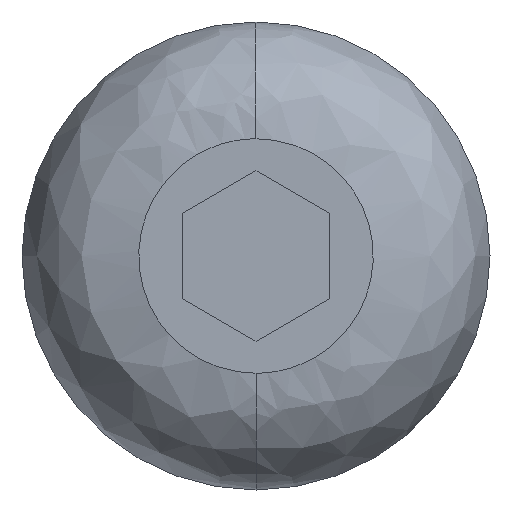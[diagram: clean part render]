
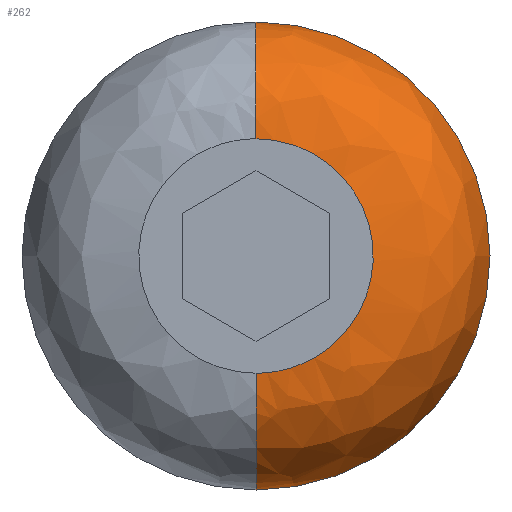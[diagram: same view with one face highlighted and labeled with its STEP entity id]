
A CAD part, left-side view. The second image highlights one B-rep face of the part: STEP entity #262.
In plain terms, the highlighted free-form (B-spline) face has degree [3, 3] with [4, 4] control points.
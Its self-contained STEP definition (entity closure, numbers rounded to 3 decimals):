
#3 = DIRECTION ( 'NONE',  ( 0., 0., -1. ) ) ;
#11 = CARTESIAN_POINT ( 'NONE',  ( -2.75, -4.76, -2.38 ) ) ;
#12 = AXIS2_PLACEMENT_3D ( 'NONE', #464, #209, #3 ) ;
#61 = CARTESIAN_POINT ( 'NONE',  ( -0.38, 0., 2.38 ) ) ;
#66 = CARTESIAN_POINT ( 'NONE',  ( -2.75, -4.76, -2.38 ) ) ;
#67 = EDGE_CURVE ( 'NONE', #252, #84, #177, .T. ) ;
#83 = EDGE_CURVE ( 'NONE', #300, #84, #549, .T. ) ;
#84 = VERTEX_POINT ( 'NONE', #148 ) ;
#102 = DIRECTION ( 'NONE',  ( 0., 1., 0. ) ) ;
#148 = CARTESIAN_POINT ( 'NONE',  ( -2.75, 0., -2.38 ) ) ;
#149 = CARTESIAN_POINT ( 'NONE',  ( -2.75, -7.537, 3.768 ) ) ;
#153 = EDGE_CURVE ( 'NONE', #511, #252, #449, .T. ) ;
#163 = CARTESIAN_POINT ( 'NONE',  ( -0.38, 0., -4.75 ) ) ;
#170 = ORIENTED_EDGE ( 'NONE', *, *, #83, .F. ) ;
#177 =( BOUNDED_CURVE ( )  B_SPLINE_CURVE ( 3, ( #217, #519, #11, #179 ),
 .UNSPECIFIED., .F., .F. ) 
 B_SPLINE_CURVE_WITH_KNOTS ( ( 4, 4 ),
 ( 0.75, 1.25 ),
 .UNSPECIFIED. ) 
 CURVE ( )  GEOMETRIC_REPRESENTATION_ITEM ( )  RATIONAL_B_SPLINE_CURVE ( ( 1., 0.333, 0.333, 1. ) ) 
 REPRESENTATION_ITEM ( '' )  );
#179 = CARTESIAN_POINT ( 'NONE',  ( -2.75, 0., -2.38 ) ) ;
#180 = ORIENTED_EDGE ( 'NONE', *, *, #153, .T. ) ;
#189 = CARTESIAN_POINT ( 'NONE',  ( -0.38, 0., -2.38 ) ) ;
#191 = CARTESIAN_POINT ( 'NONE',  ( -0.38, -9.5, 4.75 ) ) ;
#194 = CARTESIAN_POINT ( 'NONE',  ( -1.768, 0., 4.75 ) ) ;
#195 = ORIENTED_EDGE ( 'NONE', *, *, #315, .F. ) ;
#209 = DIRECTION ( 'NONE',  ( 1., 0., 0. ) ) ;
#217 = CARTESIAN_POINT ( 'NONE',  ( -2.75, 0., 2.38 ) ) ;
#243 =( BOUNDED_SURFACE ( )  B_SPLINE_SURFACE ( 3, 3, ( 
 ( #406, #191, #454, #372 ),
 ( #194, #284, #445, #490 ),
 ( #410, #149, #278, #322 ),
 ( #501, #546, #66, #413 ) ),
 .UNSPECIFIED., .F., .F., .F. ) 
 B_SPLINE_SURFACE_WITH_KNOTS ( ( 4, 4 ),
 ( 4, 4 ),
 ( 0., 1. ),
 ( 0., 1. ),
 .UNSPECIFIED. ) 
 GEOMETRIC_REPRESENTATION_ITEM ( )  RATIONAL_B_SPLINE_SURFACE ( (
 ( 1., 0.333, 0.333, 1.),
 ( 0.805, 0.268, 0.268, 0.805),
 ( 0.805, 0.268, 0.268, 0.805),
 ( 1., 0.333, 0.333, 1.) ) ) 
 REPRESENTATION_ITEM ( '' )  SURFACE ( )  );
#251 = CIRCLE ( 'NONE', #12, 4.75 ) ;
#252 = VERTEX_POINT ( 'NONE', #282 ) ;
#262 = ADVANCED_FACE ( 'NONE', ( #401 ), #243, .T. ) ;
#271 = CARTESIAN_POINT ( 'NONE',  ( -0.38, 0., 4.75 ) ) ;
#278 = CARTESIAN_POINT ( 'NONE',  ( -2.75, -7.537, -3.768 ) ) ;
#282 = CARTESIAN_POINT ( 'NONE',  ( -2.75, 0., 2.38 ) ) ;
#284 = CARTESIAN_POINT ( 'NONE',  ( -1.768, -9.5, 4.75 ) ) ;
#300 = VERTEX_POINT ( 'NONE', #163 ) ;
#315 = EDGE_CURVE ( 'NONE', #511, #300, #251, .T. ) ;
#319 = ORIENTED_EDGE ( 'NONE', *, *, #67, .T. ) ;
#322 = CARTESIAN_POINT ( 'NONE',  ( -2.75, 0., -3.768 ) ) ;
#346 = AXIS2_PLACEMENT_3D ( 'NONE', #61, #456, #502 ) ;
#372 = CARTESIAN_POINT ( 'NONE',  ( -0.38, 0., -4.75 ) ) ;
#401 = FACE_OUTER_BOUND ( 'NONE', #417, .T. ) ;
#406 = CARTESIAN_POINT ( 'NONE',  ( -0.38, 0., 4.75 ) ) ;
#407 = DIRECTION ( 'NONE',  ( 0., 0., -1. ) ) ;
#410 = CARTESIAN_POINT ( 'NONE',  ( -2.75, 0., 3.768 ) ) ;
#413 = CARTESIAN_POINT ( 'NONE',  ( -2.75, 0., -2.38 ) ) ;
#417 = EDGE_LOOP ( 'NONE', ( #195, #180, #319, #170 ) ) ;
#445 = CARTESIAN_POINT ( 'NONE',  ( -1.768, -9.5, -4.75 ) ) ;
#449 = CIRCLE ( 'NONE', #346, 2.37 ) ;
#454 = CARTESIAN_POINT ( 'NONE',  ( -0.38, -9.5, -4.75 ) ) ;
#456 = DIRECTION ( 'NONE',  ( 0., -1., 0. ) ) ;
#461 = AXIS2_PLACEMENT_3D ( 'NONE', #189, #102, #407 ) ;
#464 = CARTESIAN_POINT ( 'NONE',  ( -0.38, 0., 0. ) ) ;
#490 = CARTESIAN_POINT ( 'NONE',  ( -1.768, 0., -4.75 ) ) ;
#501 = CARTESIAN_POINT ( 'NONE',  ( -2.75, 0., 2.38 ) ) ;
#502 = DIRECTION ( 'NONE',  ( 0., 0., 1. ) ) ;
#511 = VERTEX_POINT ( 'NONE', #271 ) ;
#519 = CARTESIAN_POINT ( 'NONE',  ( -2.75, -4.76, 2.38 ) ) ;
#546 = CARTESIAN_POINT ( 'NONE',  ( -2.75, -4.76, 2.38 ) ) ;
#549 = CIRCLE ( 'NONE', #461, 2.37 ) ;
